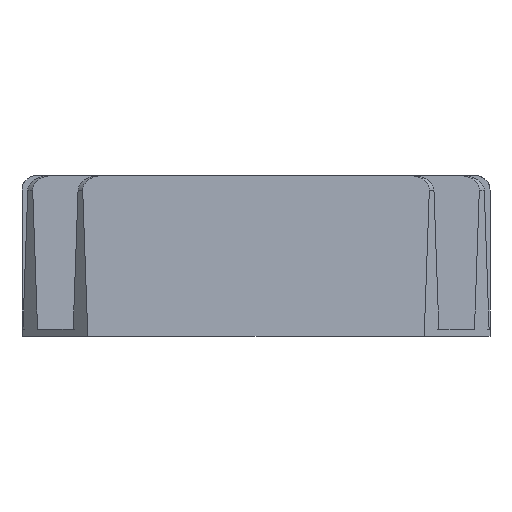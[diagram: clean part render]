
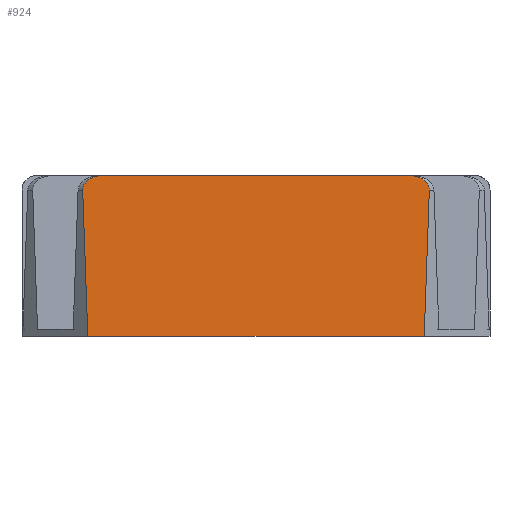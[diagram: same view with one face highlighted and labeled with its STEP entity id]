
A CAD part, front view. The second image highlights one B-rep face of the part: STEP entity #924.
In plain terms, the highlighted planar face has unit normal (0, -0.999, 0.035).
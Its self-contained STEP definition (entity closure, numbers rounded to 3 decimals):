
#728=CARTESIAN_POINT('Vertex',(23.,-28.5,0.)) ;
#733=CARTESIAN_POINT('Line Origine',(0.,-28.5,0.)) ;
#737=CARTESIAN_POINT('Vertex',(-23.,-28.5,0.)) ;
#862=CARTESIAN_POINT('Axis2P3D Location',(0.,-28.5,0.)) ;
#868=CARTESIAN_POINT('Control Point',(23.,-28.5,0.)) ;
#869=CARTESIAN_POINT('Control Point',(23.698,-27.802,20.)) ;
#870=CARTESIAN_POINT('Vertex',(23.698,-27.802,20.)) ;
#874=CARTESIAN_POINT('Control Point',(23.698,-27.802,20.)) ;
#875=CARTESIAN_POINT('Control Point',(23.708,-27.792,20.262)) ;
#876=CARTESIAN_POINT('Control Point',(23.656,-27.783,20.525)) ;
#877=CARTESIAN_POINT('Control Point',(23.542,-27.775,20.771)) ;
#878=CARTESIAN_POINT('Control Point',(23.252,-27.761,21.173)) ;
#879=CARTESIAN_POINT('Control Point',(22.86,-27.75,21.475)) ;
#880=CARTESIAN_POINT('Control Point',(22.663,-27.746,21.593)) ;
#881=CARTESIAN_POINT('Control Point',(22.216,-27.738,21.807)) ;
#882=CARTESIAN_POINT('Control Point',(21.736,-27.734,21.933)) ;
#883=CARTESIAN_POINT('Control Point',(21.472,-27.733,21.978)) ;
#884=CARTESIAN_POINT('Control Point',(21.206,-27.732,22.)) ;
#885=CARTESIAN_POINT('Control Point',(20.94,-27.732,22.)) ;
#886=CARTESIAN_POINT('Vertex',(20.94,-27.732,22.)) ;
#889=CARTESIAN_POINT('Line Origine',(0.,-27.732,22.)) ;
#893=CARTESIAN_POINT('Vertex',(-20.94,-27.732,22.)) ;
#897=CARTESIAN_POINT('Control Point',(-20.94,-27.732,22.)) ;
#898=CARTESIAN_POINT('Control Point',(-21.203,-27.732,22.)) ;
#899=CARTESIAN_POINT('Control Point',(-21.467,-27.733,21.978)) ;
#900=CARTESIAN_POINT('Control Point',(-21.728,-27.734,21.935)) ;
#901=CARTESIAN_POINT('Control Point',(-22.216,-27.738,21.808)) ;
#902=CARTESIAN_POINT('Control Point',(-22.672,-27.746,21.59)) ;
#903=CARTESIAN_POINT('Control Point',(-22.878,-27.75,21.465)) ;
#904=CARTESIAN_POINT('Control Point',(-23.269,-27.761,21.157)) ;
#905=CARTESIAN_POINT('Control Point',(-23.552,-27.775,20.747)) ;
#906=CARTESIAN_POINT('Control Point',(-23.659,-27.784,20.509)) ;
#907=CARTESIAN_POINT('Control Point',(-23.707,-27.793,20.253)) ;
#908=CARTESIAN_POINT('Control Point',(-23.698,-27.802,20.)) ;
#909=CARTESIAN_POINT('Vertex',(-23.698,-27.802,20.)) ;
#913=CARTESIAN_POINT('Control Point',(-23.,-28.5,0.)) ;
#914=CARTESIAN_POINT('Control Point',(-23.698,-27.802,20.)) ;
#734=DIRECTION('Vector Direction',(-1.,0.,0.)) ;
#863=DIRECTION('Axis2P3D Direction',(0.,-0.999,0.035)) ;
#864=DIRECTION('Axis2P3D XDirection',(-1.,0.,0.)) ;
#890=DIRECTION('Vector Direction',(-1.,0.,0.)) ;
#865=AXIS2_PLACEMENT_3D('Plane Axis2P3D',#862,#863,#864) ;
#917=ORIENTED_EDGE('',*,*,#739,.F.) ;
#918=ORIENTED_EDGE('',*,*,#872,.F.) ;
#919=ORIENTED_EDGE('',*,*,#888,.F.) ;
#920=ORIENTED_EDGE('',*,*,#895,.F.) ;
#921=ORIENTED_EDGE('',*,*,#911,.F.) ;
#922=ORIENTED_EDGE('',*,*,#915,.F.) ;
#735=VECTOR('Line Direction',#734,1.) ;
#891=VECTOR('Line Direction',#890,1.) ;
#924=ADVANCED_FACE('PartBody',(#923),#866,.T.) ;
#867=B_SPLINE_CURVE_WITH_KNOTS('',1,(#868,#869),.UNSPECIFIED.,.F.,.U.,(2,2),(-10.012,10.012),.UNSPECIFIED.) ;
#873=B_SPLINE_CURVE_WITH_KNOTS('',5,(#874,#875,#876,#877,#878,#879,#880,#881,#882,#883,#884,#885),.UNSPECIFIED.,.F.,.U.,(6,3,3,6),(0.,1.852,3.465,5.346),.UNSPECIFIED.) ;
#896=B_SPLINE_CURVE_WITH_KNOTS('',5,(#897,#898,#899,#900,#901,#902,#903,#904,#905,#906,#907,#908),.UNSPECIFIED.,.F.,.U.,(6,3,3,6),(0.,1.863,3.552,5.346),.UNSPECIFIED.) ;
#912=B_SPLINE_CURVE_WITH_KNOTS('',1,(#913,#914),.UNSPECIFIED.,.F.,.U.,(2,2),(-10.012,10.012),.UNSPECIFIED.) ;
#739=EDGE_CURVE('',#729,#738,#736,.T.) ;
#872=EDGE_CURVE('',#871,#729,#867,.F.) ;
#888=EDGE_CURVE('',#887,#871,#873,.F.) ;
#895=EDGE_CURVE('',#894,#887,#892,.F.) ;
#911=EDGE_CURVE('',#910,#894,#896,.F.) ;
#915=EDGE_CURVE('',#738,#910,#912,.T.) ;
#916=EDGE_LOOP('',(#917,#918,#919,#920,#921,#922)) ;
#923=FACE_OUTER_BOUND('',#916,.T.) ;
#736=LINE('Line',#733,#735) ;
#892=LINE('Line',#889,#891) ;
#866=PLANE('',#865) ;
#729=VERTEX_POINT('',#728) ;
#738=VERTEX_POINT('',#737) ;
#871=VERTEX_POINT('',#870) ;
#887=VERTEX_POINT('',#886) ;
#894=VERTEX_POINT('',#893) ;
#910=VERTEX_POINT('',#909) ;
